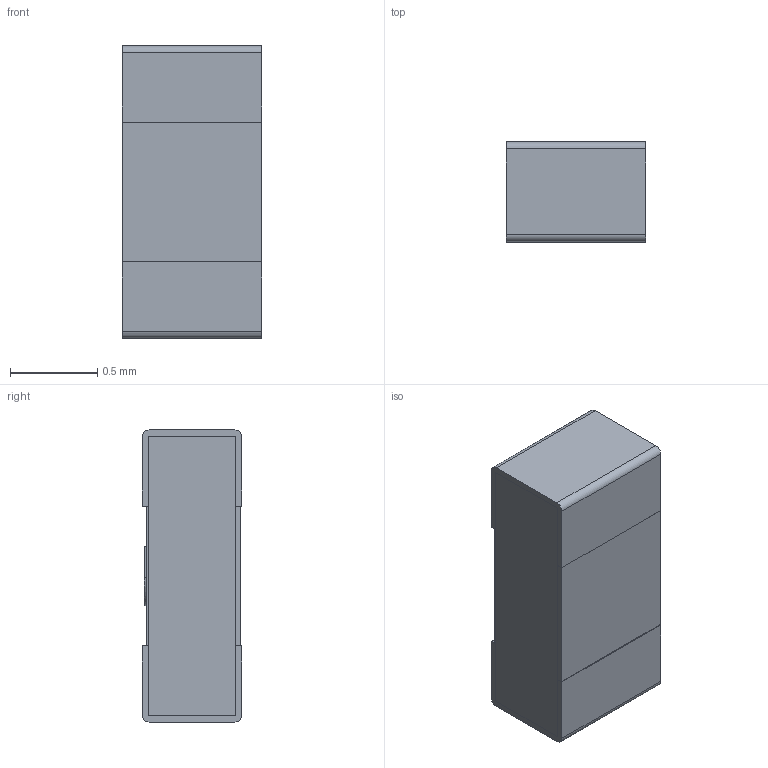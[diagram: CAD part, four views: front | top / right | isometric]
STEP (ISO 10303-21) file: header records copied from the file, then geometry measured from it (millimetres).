
FILE_DESCRIPTION(/* description */ (''),/* implementation_level */ '2;1');
FILE_NAME(/* name */ 'CFM06[2021.07.13].stp',/* time_stamp */ '2021-07-13T14:31:52+08:00',/* author */ ('felix.chen'),/* organization */ (''),/* preprocessor_version */ 'ST-DEVELOPER v18.1',/* originating_system */ 'Autodesk Inventor 2021',/* authorisation */ '');
FILE_SCHEMA (('AUTOMOTIVE_DESIGN { 1 0 10303 214 3 1 1 }'));
Length unit declared in the file: centimetre
Products named in the file (1): CFM06[2021.07.13]
Bounding box: 0.8 x 0.57 x 1.67 mm (x, y, z)
Volume: 0.7 mm3; surface area: 12.5 mm2
Topology: 6 solids, 6 shells, 54 faces, 126 edges, 84 vertices
Faces by surface type: plane 48, cylinder 6
Entity records: 1632 total; most frequent: CARTESIAN_POINT 265, ORIENTED_EDGE 252, DIRECTION 248, EDGE_CURVE 126, LINE 114, VECTOR 114, VERTEX_POINT 84, AXIS2_PLACEMENT_3D 67
